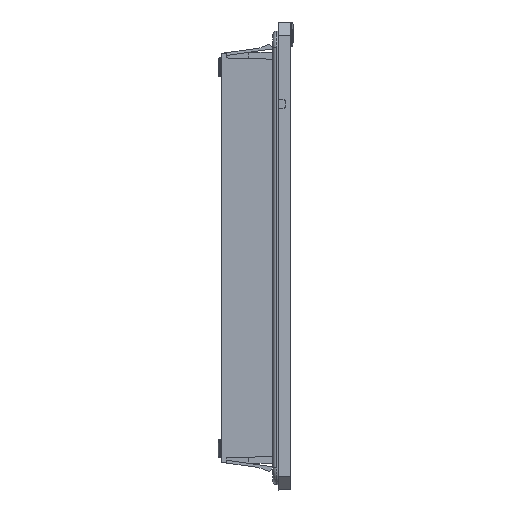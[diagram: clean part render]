
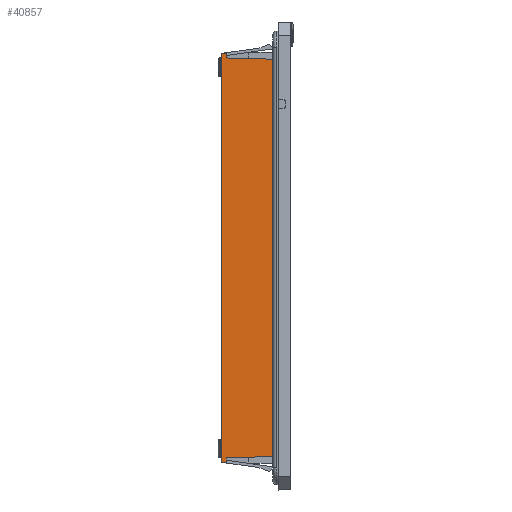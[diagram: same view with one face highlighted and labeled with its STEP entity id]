
A CAD part, left-side view. The second image highlights one B-rep face of the part: STEP entity #40857.
In plain terms, the highlighted planar face has unit normal (-1, 0.026, 0).
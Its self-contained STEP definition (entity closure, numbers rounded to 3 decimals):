
#6795=FACE_OUTER_BOUND('',#9302,.T.);
#9302=EDGE_LOOP('',(#27094,#27095,#27096,#27097,#27098,#27099,#27100,#27101));
#12660=LINE('',#63900,#14662);
#12683=LINE('',#63945,#14685);
#12684=LINE('',#63949,#14686);
#12685=LINE('',#63951,#14687);
#12686=LINE('',#63953,#14688);
#12687=LINE('',#63954,#14689);
#12688=LINE('',#63956,#14690);
#12689=LINE('',#63957,#14691);
#14662=VECTOR('',#48417,1.);
#14685=VECTOR('',#48446,10.);
#14686=VECTOR('',#48449,1.);
#14687=VECTOR('',#48450,10.);
#14688=VECTOR('',#48451,1.);
#14689=VECTOR('',#48452,10.);
#14690=VECTOR('',#48453,1.);
#14691=VECTOR('',#48454,10.);
#16652=VERTEX_POINT('',#63897);
#16653=VERTEX_POINT('',#63899);
#16672=VERTEX_POINT('',#63943);
#16673=VERTEX_POINT('',#63947);
#16674=VERTEX_POINT('',#63948);
#16675=VERTEX_POINT('',#63950);
#16676=VERTEX_POINT('',#63952);
#16677=VERTEX_POINT('',#63955);
#20682=EDGE_CURVE('',#16653,#16652,#12660,.T.);
#20705=EDGE_CURVE('',#16652,#16672,#12683,.T.);
#20706=EDGE_CURVE('',#16673,#16674,#12684,.T.);
#20707=EDGE_CURVE('',#16673,#16675,#12685,.F.);
#20708=EDGE_CURVE('',#16676,#16675,#12686,.F.);
#20709=EDGE_CURVE('',#16653,#16676,#12687,.T.);
#20710=EDGE_CURVE('',#16672,#16677,#12688,.T.);
#20711=EDGE_CURVE('',#16674,#16677,#12689,.F.);
#27094=ORIENTED_EDGE('',*,*,#20706,.F.);
#27095=ORIENTED_EDGE('',*,*,#20707,.T.);
#27096=ORIENTED_EDGE('',*,*,#20708,.F.);
#27097=ORIENTED_EDGE('',*,*,#20709,.F.);
#27098=ORIENTED_EDGE('',*,*,#20682,.T.);
#27099=ORIENTED_EDGE('',*,*,#20705,.T.);
#27100=ORIENTED_EDGE('',*,*,#20710,.T.);
#27101=ORIENTED_EDGE('',*,*,#20711,.F.);
#37816=PLANE('',#43338);
#40857=ADVANCED_FACE('',(#6795),#37816,.F.);
#43338=AXIS2_PLACEMENT_3D('',#63946,#48447,#48448);
#48417=DIRECTION('',(0.,0.,1.));
#48446=DIRECTION('',(0.026,0.999,0.026));
#48447=DIRECTION('center_axis',(1.,-0.026,0.));
#48448=DIRECTION('ref_axis',(0.,0.,1.));
#48449=DIRECTION('',(0.,0.,1.));
#48450=DIRECTION('',(0.026,0.999,0.026));
#48451=DIRECTION('',(0.,0.,1.));
#48452=DIRECTION('',(0.026,0.999,-0.026));
#48453=DIRECTION('',(0.,0.,1.));
#48454=DIRECTION('',(0.026,0.999,-0.026));
#63897=CARTESIAN_POINT('',(-102.688,1.084,106.462));
#63899=CARTESIAN_POINT('',(-102.688,1.084,-107.071));
#63900=CARTESIAN_POINT('',(-102.688,1.084,-0.305));
#63943=CARTESIAN_POINT('',(-101.955,29.084,107.195));
#63945=CARTESIAN_POINT('',(-102.688,1.084,106.462));
#63946=CARTESIAN_POINT('Origin',(-101.89,31.584,-0.305));
#63947=CARTESIAN_POINT('',(-101.89,31.584,-110.305));
#63948=CARTESIAN_POINT('',(-101.89,31.584,109.695));
#63949=CARTESIAN_POINT('',(-101.89,31.584,-0.305));
#63950=CARTESIAN_POINT('',(-101.955,29.084,-110.37));
#63951=CARTESIAN_POINT('',(-101.955,29.084,-110.37));
#63952=CARTESIAN_POINT('',(-101.955,29.084,-107.805));
#63953=CARTESIAN_POINT('',(-101.955,29.084,-0.305));
#63954=CARTESIAN_POINT('',(-102.688,1.084,-107.071));
#63955=CARTESIAN_POINT('',(-101.955,29.084,109.761));
#63956=CARTESIAN_POINT('',(-101.955,29.084,-0.305));
#63957=CARTESIAN_POINT('',(-101.955,29.084,109.761));
